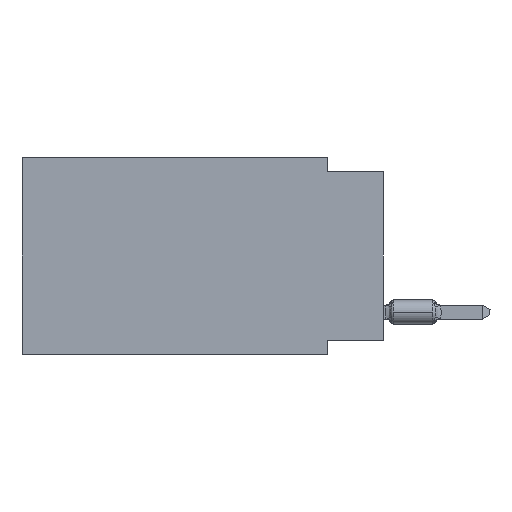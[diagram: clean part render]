
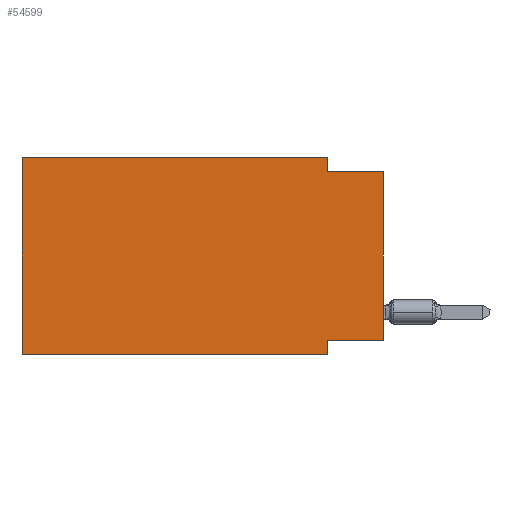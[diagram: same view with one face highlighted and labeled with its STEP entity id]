
A CAD part, left-side view. The second image highlights one B-rep face of the part: STEP entity #54599.
In plain terms, the highlighted planar face has unit normal (-1, 0, 0).
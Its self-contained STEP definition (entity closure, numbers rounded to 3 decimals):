
#898 = DIRECTION ( 'NONE',  ( 0., 0., -1. ) ) ;
#2184 = VERTEX_POINT ( 'NONE', #48558 ) ;
#3503 = VECTOR ( 'NONE', #45484, 1000. ) ;
#4146 = CARTESIAN_POINT ( 'NONE',  ( 0., 16.383, 0. ) ) ;
#5090 = EDGE_CURVE ( 'NONE', #28120, #50321, #47738, .T. ) ;
#6489 = ORIENTED_EDGE ( 'NONE', *, *, #56486, .F. ) ;
#8408 = DIRECTION ( 'NONE',  ( 0., 0., -1. ) ) ;
#9577 = DIRECTION ( 'NONE',  ( 0., -1., 0. ) ) ;
#10184 = VECTOR ( 'NONE', #9577, 1000. ) ;
#10926 = CARTESIAN_POINT ( 'NONE',  ( 0., 0., -8.255 ) ) ;
#12720 = DIRECTION ( 'NONE',  ( 0., -1., 0. ) ) ;
#13075 = LINE ( 'NONE', #30601, #34283 ) ;
#13137 = ORIENTED_EDGE ( 'NONE', *, *, #39890, .T. ) ;
#13856 = PLANE ( 'NONE',  #55563 ) ;
#14260 = VECTOR ( 'NONE', #21686, 1000. ) ;
#14401 = CARTESIAN_POINT ( 'NONE',  ( 0., 2.54, -8.89 ) ) ;
#14517 = VECTOR ( 'NONE', #8408, 1000. ) ;
#15108 = EDGE_CURVE ( 'NONE', #2184, #54659, #17634, .T. ) ;
#15326 = LINE ( 'NONE', #36876, #3503 ) ;
#15764 = ORIENTED_EDGE ( 'NONE', *, *, #43792, .T. ) ;
#17037 = CARTESIAN_POINT ( 'NONE',  ( 0., 16.383, 0. ) ) ;
#17634 = LINE ( 'NONE', #48911, #10184 ) ;
#18949 = ORIENTED_EDGE ( 'NONE', *, *, #29491, .F. ) ;
#21386 = VECTOR ( 'NONE', #49257, 1000. ) ;
#21686 = DIRECTION ( 'NONE',  ( 0., 0., 1. ) ) ;
#22170 = EDGE_LOOP ( 'NONE', ( #15764, #26011, #18949, #27480, #6489, #13137, #48205, #22573 ) ) ;
#22573 = ORIENTED_EDGE ( 'NONE', *, *, #39409, .F. ) ;
#22769 = CARTESIAN_POINT ( 'NONE',  ( 0., 16.383, 0. ) ) ;
#24332 = LINE ( 'NONE', #27776, #52738 ) ;
#26011 = ORIENTED_EDGE ( 'NONE', *, *, #15108, .F. ) ;
#26615 = VERTEX_POINT ( 'NONE', #47060 ) ;
#27480 = ORIENTED_EDGE ( 'NONE', *, *, #43916, .F. ) ;
#27776 = CARTESIAN_POINT ( 'NONE',  ( 0., 2.54, 0. ) ) ;
#28120 = VERTEX_POINT ( 'NONE', #38538 ) ;
#28281 = VERTEX_POINT ( 'NONE', #56639 ) ;
#29462 = DIRECTION ( 'NONE',  ( 0., 1., 0. ) ) ;
#29491 = EDGE_CURVE ( 'NONE', #28281, #2184, #24332, .T. ) ;
#30601 = CARTESIAN_POINT ( 'NONE',  ( 0., 0., -8.255 ) ) ;
#30639 = CARTESIAN_POINT ( 'NONE',  ( 0., 16.383, -8.89 ) ) ;
#31795 = VERTEX_POINT ( 'NONE', #32936 ) ;
#32760 = CARTESIAN_POINT ( 'NONE',  ( 0., 0., -0.635 ) ) ;
#32936 = CARTESIAN_POINT ( 'NONE',  ( 0., 16.383, -8.89 ) ) ;
#34283 = VECTOR ( 'NONE', #29462, 1000. ) ;
#36876 = CARTESIAN_POINT ( 'NONE',  ( 0., 0., 0. ) ) ;
#38538 = CARTESIAN_POINT ( 'NONE',  ( 0., 2.54, -8.255 ) ) ;
#39409 = EDGE_CURVE ( 'NONE', #55936, #28120, #13075, .T. ) ;
#39890 = EDGE_CURVE ( 'NONE', #31795, #50321, #44137, .T. ) ;
#40283 = DIRECTION ( 'NONE',  ( 1., 0., 0. ) ) ;
#41851 = DIRECTION ( 'NONE',  ( 0., 0., -1. ) ) ;
#42945 = VECTOR ( 'NONE', #12720, 1000. ) ;
#43492 = LINE ( 'NONE', #4146, #14260 ) ;
#43749 = LINE ( 'NONE', #17037, #42945 ) ;
#43792 = EDGE_CURVE ( 'NONE', #55936, #54659, #15326, .T. ) ;
#43916 = EDGE_CURVE ( 'NONE', #26615, #28281, #43749, .T. ) ;
#44137 = LINE ( 'NONE', #30639, #21386 ) ;
#45484 = DIRECTION ( 'NONE',  ( 0., 0., 1. ) ) ;
#47060 = CARTESIAN_POINT ( 'NONE',  ( 0., 16.383, 0. ) ) ;
#47738 = LINE ( 'NONE', #52052, #14517 ) ;
#48205 = ORIENTED_EDGE ( 'NONE', *, *, #5090, .F. ) ;
#48558 = CARTESIAN_POINT ( 'NONE',  ( 0., 2.54, -0.635 ) ) ;
#48911 = CARTESIAN_POINT ( 'NONE',  ( 0., 0., -0.635 ) ) ;
#49150 = FACE_OUTER_BOUND ( 'NONE', #22170, .T. ) ;
#49257 = DIRECTION ( 'NONE',  ( 0., -1., 0. ) ) ;
#50321 = VERTEX_POINT ( 'NONE', #14401 ) ;
#52052 = CARTESIAN_POINT ( 'NONE',  ( 0., 2.54, -8.89 ) ) ;
#52738 = VECTOR ( 'NONE', #41851, 1000. ) ;
#54599 = ADVANCED_FACE ( 'NONE', ( #49150 ), #13856, .F. ) ;
#54659 = VERTEX_POINT ( 'NONE', #32760 ) ;
#55563 = AXIS2_PLACEMENT_3D ( 'NONE', #22769, #40283, #898 ) ;
#55936 = VERTEX_POINT ( 'NONE', #10926 ) ;
#56486 = EDGE_CURVE ( 'NONE', #31795, #26615, #43492, .T. ) ;
#56639 = CARTESIAN_POINT ( 'NONE',  ( 0., 2.54, 0. ) ) ;
